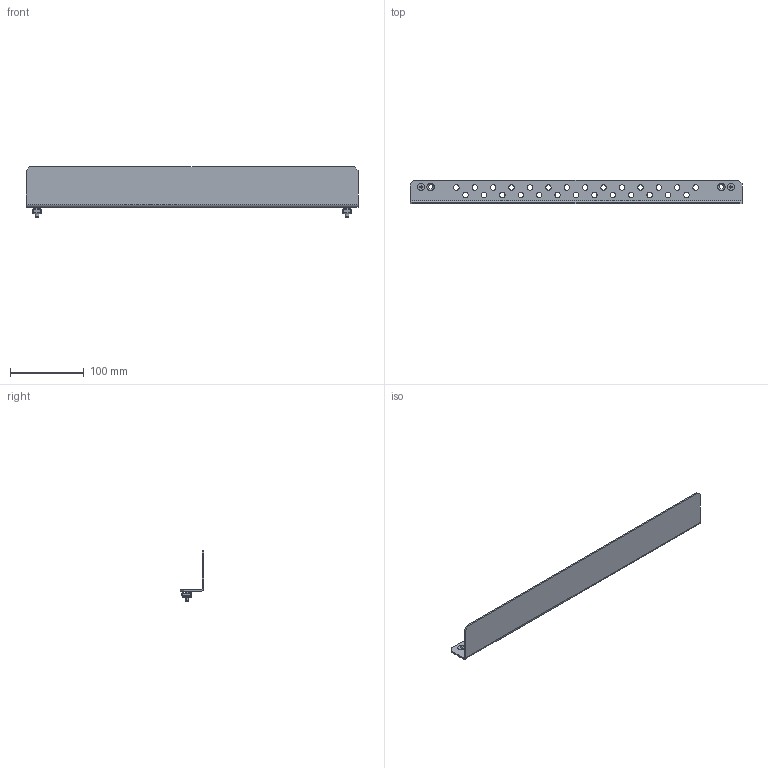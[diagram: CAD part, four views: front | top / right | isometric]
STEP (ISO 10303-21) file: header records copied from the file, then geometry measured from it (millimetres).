
FILE_DESCRIPTION (( 'STEP AP203' ), '1' );
FILE_NAME ('U3001034506 Êîìïëåêò øèí ìîíòàæíûõ óñèëåííûõ äëÿ 19-äþéìîâîãî îáîðóäîâàíèÿ LC2_RS52 451ìì (2øò) (000.801.300-01) .STEP', '2022-04-26T06:57:19', ( '' ), ( '' ), 'SwSTEP 2.0', 'SolidWorks 2017', '' );
FILE_SCHEMA (( 'CONFIG_CONTROL_DESIGN' ));
Length unit declared in the file: millimetre
Products named in the file (6): Ãàéêà êëåòåâàÿ_M5-4B; Âèíò DIN 7991_Œ5å16; Ãàéêà êâàäðàòíàÿ_Œ5; U3001034506 Êîìïëåêò øèí ìîíòàæíûõ óñèëåííûõ äëÿ 19-äþéìîâîãî îáîðóäîâàíèÿ LC2_RS52 451ìì (2øò) (000.801.300-01) ; 026-762 Øèíà ìîíòàæíàÿ óñèëåííàÿ äëÿ 19-äþéìîâîãî îáîðóäîâàíèÿ LC2_01 (451 ¬¬); Êëåòêà ãàéêè_M6-4€
Assembly tree (7 placements, depth 3):
  U3001034506 Êîìïëåêò øèí ìîíòàæíûõ óñèëåííûõ äëÿ 19-äþéìîâîãî îáîðóäîâàíèÿ LC2_RS52 451ìì (2øò) (000.801.300-01) 
    026-762 Øèíà ìîíòàæíàÿ óñèëåííàÿ äëÿ 19-äþéìîâîãî îáîðóäîâàíèÿ LC2_01 (451 ¬¬)
    Âèíò DIN 7991_Œ5å16  x2
    Ãàéêà êëåòåâàÿ_M5-4B  x2
      Êëåòêà ãàéêè_M6-4€
      Ãàéêà êâàäðàòíàÿ_Œ5
Bounding box: 451 x 32 x 68.7 mm (x, y, z)
Volume: 74771.6 mm3; surface area: 79666.1 mm2
Topology: 7 solids, 7 shells, 332 faces, 754 edges, 434 vertices
Faces by surface type: plane 180, cylinder 112, cone 20, bspline 16, torus 4
Entity records: 6948 total; most frequent: CARTESIAN_POINT 1336, DIRECTION 1062, ORIENTED_EDGE 976, EDGE_CURVE 488, AXIS2_PLACEMENT_3D 389, VERTEX_POINT 291, VECTOR 284, LINE 284
